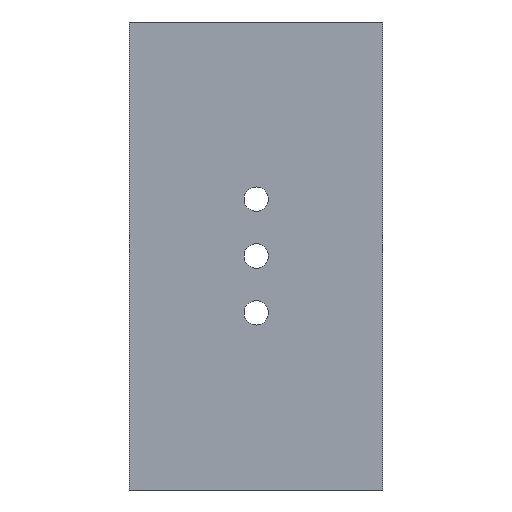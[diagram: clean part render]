
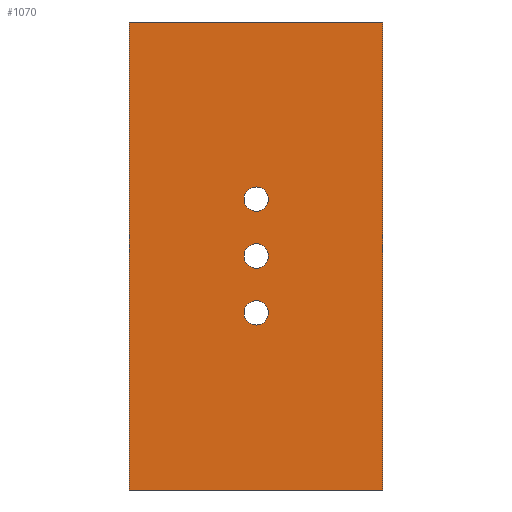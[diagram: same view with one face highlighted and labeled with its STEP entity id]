
A CAD part, front view. The second image highlights one B-rep face of the part: STEP entity #1070.
In plain terms, the highlighted planar face has unit normal (0, -1, 0).
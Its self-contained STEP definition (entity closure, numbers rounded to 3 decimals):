
#72 = VECTOR ( 'NONE', #8777, 1000. ) ;
#138 = CARTESIAN_POINT ( 'NONE',  ( 15.6, 0.025, 34.3 ) ) ;
#156 = EDGE_LOOP ( 'NONE', ( #20525, #11590 ) ) ;
#201 = EDGE_CURVE ( 'NONE', #3206, #13184, #12061, .T. ) ;
#566 = DIRECTION ( 'NONE',  ( 0., -1., 0. ) ) ;
#611 = AXIS2_PLACEMENT_3D ( 'NONE', #18092, #8061, #19799 ) ;
#662 = DIRECTION ( 'NONE',  ( 0., -1., 0. ) ) ;
#800 = DIRECTION ( 'NONE',  ( 0., -1., 0. ) ) ;
#896 = VECTOR ( 'NONE', #12371, 1000. ) ;
#1070 = ADVANCED_FACE ( 'NONE', ( #20945, #12517, #8077, #3595 ), #20763, .F. ) ;
#1901 = EDGE_LOOP ( 'NONE', ( #3898, #6618 ) ) ;
#2296 = CARTESIAN_POINT ( 'NONE',  ( -0.025, 0.025, 0. ) ) ;
#2935 = VERTEX_POINT ( 'NONE', #17841 ) ;
#3206 = VERTEX_POINT ( 'NONE', #15159 ) ;
#3385 = ORIENTED_EDGE ( 'NONE', *, *, #19562, .F. ) ;
#3595 = FACE_OUTER_BOUND ( 'NONE', #16953, .T. ) ;
#3898 = ORIENTED_EDGE ( 'NONE', *, *, #7305, .F. ) ;
#4098 = AXIS2_PLACEMENT_3D ( 'NONE', #10871, #800, #12574 ) ;
#4242 = ORIENTED_EDGE ( 'NONE', *, *, #16093, .F. ) ;
#4837 = AXIS2_PLACEMENT_3D ( 'NONE', #19162, #9060, #20852 ) ;
#5089 = CARTESIAN_POINT ( 'NONE',  ( 15.6, 0.025, 21.8 ) ) ;
#5352 = EDGE_CURVE ( 'NONE', #13938, #2935, #10383, .T. ) ;
#5372 = ORIENTED_EDGE ( 'NONE', *, *, #5352, .F. ) ;
#5586 = AXIS2_PLACEMENT_3D ( 'NONE', #6157, #17881, #7845 ) ;
#5878 = CIRCLE ( 'NONE', #20077, 1.5 ) ;
#6146 = CIRCLE ( 'NONE', #611, 1.5 ) ;
#6157 = CARTESIAN_POINT ( 'NONE',  ( 15.6, 0.025, 21.8 ) ) ;
#6231 = CARTESIAN_POINT ( 'NONE',  ( 31.166, 0.025, 57.6 ) ) ;
#6372 = EDGE_CURVE ( 'NONE', #12664, #20535, #5878, .T. ) ;
#6603 = VERTEX_POINT ( 'NONE', #11120 ) ;
#6618 = ORIENTED_EDGE ( 'NONE', *, *, #6372, .F. ) ;
#6784 = DIRECTION ( 'NONE',  ( 0., 0., -1. ) ) ;
#6981 = LINE ( 'NONE', #2296, #896 ) ;
#7199 = EDGE_CURVE ( 'NONE', #13184, #3206, #14271, .T. ) ;
#7305 = EDGE_CURVE ( 'NONE', #20535, #12664, #6146, .T. ) ;
#7845 = DIRECTION ( 'NONE',  ( 0., 0., -1. ) ) ;
#8061 = DIRECTION ( 'NONE',  ( 0., -1., 0. ) ) ;
#8077 = FACE_BOUND ( 'NONE', #156, .T. ) ;
#8310 = CARTESIAN_POINT ( 'NONE',  ( 15.6, 0.025, 30.3 ) ) ;
#8619 = CARTESIAN_POINT ( 'NONE',  ( 31.166, 0.025, 0. ) ) ;
#8658 = ORIENTED_EDGE ( 'NONE', *, *, #15442, .F. ) ;
#8777 = DIRECTION ( 'NONE',  ( -1., 0., 0. ) ) ;
#9060 = DIRECTION ( 'NONE',  ( 0., 1., 0. ) ) ;
#9070 = CARTESIAN_POINT ( 'NONE',  ( -0.025, 0.025, 57.6 ) ) ;
#9212 = ORIENTED_EDGE ( 'NONE', *, *, #9667, .F. ) ;
#9667 = EDGE_CURVE ( 'NONE', #15949, #13938, #19064, .T. ) ;
#9866 = VECTOR ( 'NONE', #11821, 1000. ) ;
#10104 = VECTOR ( 'NONE', #10742, 1000. ) ;
#10383 = LINE ( 'NONE', #8619, #9866 ) ;
#10648 = CARTESIAN_POINT ( 'NONE',  ( 15.6, 0.025, 35.8 ) ) ;
#10725 = CARTESIAN_POINT ( 'NONE',  ( 15.6, 0.025, 28.8 ) ) ;
#10742 = DIRECTION ( 'NONE',  ( 1., 0., 0. ) ) ;
#10871 = CARTESIAN_POINT ( 'NONE',  ( 15.6, 0.025, 35.8 ) ) ;
#10965 = CIRCLE ( 'NONE', #4098, 1.5 ) ;
#11120 = CARTESIAN_POINT ( 'NONE',  ( -0.025, 0.025, 0. ) ) ;
#11247 = CARTESIAN_POINT ( 'NONE',  ( 15.6, 0.025, 37.3 ) ) ;
#11590 = ORIENTED_EDGE ( 'NONE', *, *, #7199, .F. ) ;
#11776 = CIRCLE ( 'NONE', #15313, 1.5 ) ;
#11791 = EDGE_LOOP ( 'NONE', ( #8658, #3385 ) ) ;
#11821 = DIRECTION ( 'NONE',  ( 0., 0., -1. ) ) ;
#12061 = CIRCLE ( 'NONE', #15199, 1.5 ) ;
#12341 = DIRECTION ( 'NONE',  ( 0., 0., -1. ) ) ;
#12371 = DIRECTION ( 'NONE',  ( 0., 0., 1. ) ) ;
#12440 = DIRECTION ( 'NONE',  ( 0., 0., -1. ) ) ;
#12517 = FACE_BOUND ( 'NONE', #1901, .T. ) ;
#12574 = DIRECTION ( 'NONE',  ( 0., 0., -1. ) ) ;
#12664 = VERTEX_POINT ( 'NONE', #8310 ) ;
#12744 = ORIENTED_EDGE ( 'NONE', *, *, #21734, .F. ) ;
#13184 = VERTEX_POINT ( 'NONE', #19746 ) ;
#13512 = LINE ( 'NONE', #17079, #72 ) ;
#13938 = VERTEX_POINT ( 'NONE', #6231 ) ;
#14271 = CIRCLE ( 'NONE', #5586, 1.5 ) ;
#15159 = CARTESIAN_POINT ( 'NONE',  ( 15.6, 0.025, 20.3 ) ) ;
#15199 = AXIS2_PLACEMENT_3D ( 'NONE', #5089, #16823, #6784 ) ;
#15313 = AXIS2_PLACEMENT_3D ( 'NONE', #10648, #566, #12341 ) ;
#15442 = EDGE_CURVE ( 'NONE', #18493, #19872, #10965, .T. ) ;
#15859 = CARTESIAN_POINT ( 'NONE',  ( -0.025, 0.025, 57.6 ) ) ;
#15949 = VERTEX_POINT ( 'NONE', #15859 ) ;
#16093 = EDGE_CURVE ( 'NONE', #6603, #15949, #6981, .T. ) ;
#16823 = DIRECTION ( 'NONE',  ( 0., -1., 0. ) ) ;
#16953 = EDGE_LOOP ( 'NONE', ( #5372, #9212, #4242, #12744 ) ) ;
#17079 = CARTESIAN_POINT ( 'NONE',  ( -0.025, 0.025, 0. ) ) ;
#17841 = CARTESIAN_POINT ( 'NONE',  ( 31.166, 0.025, 0. ) ) ;
#17881 = DIRECTION ( 'NONE',  ( 0., -1., 0. ) ) ;
#18092 = CARTESIAN_POINT ( 'NONE',  ( 15.6, 0.025, 28.8 ) ) ;
#18493 = VERTEX_POINT ( 'NONE', #138 ) ;
#19064 = LINE ( 'NONE', #9070, #10104 ) ;
#19162 = CARTESIAN_POINT ( 'NONE',  ( -0.025, 0.025, 0. ) ) ;
#19562 = EDGE_CURVE ( 'NONE', #19872, #18493, #11776, .T. ) ;
#19746 = CARTESIAN_POINT ( 'NONE',  ( 15.6, 0.025, 23.3 ) ) ;
#19799 = DIRECTION ( 'NONE',  ( 0., 0., -1. ) ) ;
#19872 = VERTEX_POINT ( 'NONE', #11247 ) ;
#20077 = AXIS2_PLACEMENT_3D ( 'NONE', #10725, #662, #12440 ) ;
#20525 = ORIENTED_EDGE ( 'NONE', *, *, #201, .F. ) ;
#20535 = VERTEX_POINT ( 'NONE', #21120 ) ;
#20763 = PLANE ( 'NONE',  #4837 ) ;
#20852 = DIRECTION ( 'NONE',  ( 0., 0., 1. ) ) ;
#20945 = FACE_BOUND ( 'NONE', #11791, .T. ) ;
#21120 = CARTESIAN_POINT ( 'NONE',  ( 15.6, 0.025, 27.3 ) ) ;
#21734 = EDGE_CURVE ( 'NONE', #2935, #6603, #13512, .T. ) ;
